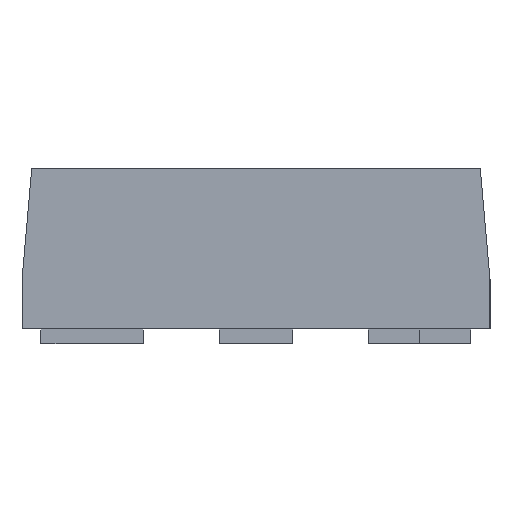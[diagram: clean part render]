
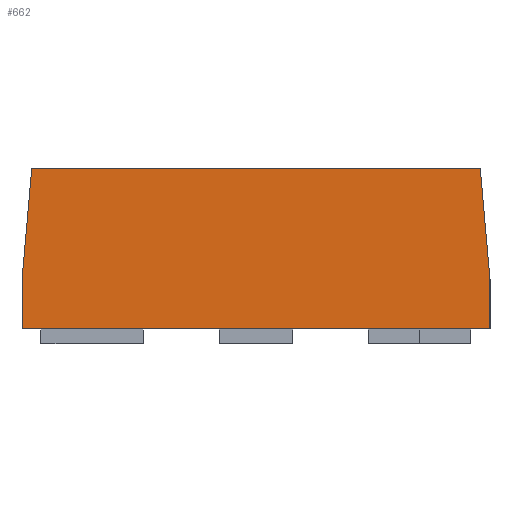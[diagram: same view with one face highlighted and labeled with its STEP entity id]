
A CAD part, left-side view. The second image highlights one B-rep face of the part: STEP entity #662.
In plain terms, the highlighted planar face has unit normal (-1, 0, 0).
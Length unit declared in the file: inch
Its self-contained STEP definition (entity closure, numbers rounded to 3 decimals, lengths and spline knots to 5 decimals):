
#291 = VERTEX_POINT ( 'NONE', #1607 ) ;
#293 = EDGE_CURVE ( 'NONE', #291, #294, #1606, .T. ) ;
#294 = VERTEX_POINT ( 'NONE', #1572 ) ;
#312 = VERTEX_POINT ( 'NONE', #1711 ) ;
#313 = VERTEX_POINT ( 'NONE', #1747 ) ;
#395 = ORIENTED_EDGE ( 'NONE', *, *, #396, .F. ) ;
#396 = EDGE_CURVE ( 'NONE', #313, #312, #2013, .T. ) ;
#655 = ORIENTED_EDGE ( 'NONE', *, *, #656, .T. ) ;
#656 = EDGE_CURVE ( 'NONE', #313, #294, #2800, .T. ) ;
#662 = ADVANCED_FACE ( 'NONE', ( #2980 ), #2977, .F. ) ;
#663 = VERTEX_POINT ( 'NONE', #2935 ) ;
#664 = ORIENTED_EDGE ( 'NONE', *, *, #665, .T. ) ;
#665 = EDGE_CURVE ( 'NONE', #663, #741, #2974, .T. ) ;
#737 = EDGE_LOOP ( 'NONE', ( #738, #739, #664, #742, #395, #655 ) ) ;
#738 = ORIENTED_EDGE ( 'NONE', *, *, #293, .F. ) ;
#739 = ORIENTED_EDGE ( 'NONE', *, *, #740, .T. ) ;
#740 = EDGE_CURVE ( 'NONE', #291, #663, #3158, .T. ) ;
#741 = VERTEX_POINT ( 'NONE', #3154 ) ;
#742 = ORIENTED_EDGE ( 'NONE', *, *, #743, .T. ) ;
#743 = EDGE_CURVE ( 'NONE', #741, #312, #3153, .T. ) ;
#1572 = CARTESIAN_POINT ( 'NONE',  ( 0., 0.00131, 0.02165 ) ) ;
#1573 = DIRECTION ( 'NONE',  ( 0., -1., 0. ) ) ;
#1574 = VECTOR ( 'NONE', #1573, 39.37008 ) ;
#1605 = CARTESIAN_POINT ( 'NONE',  ( 0., 0., 0.02165 ) ) ;
#1606 = LINE ( 'NONE', #1605, #1574 ) ;
#1607 = CARTESIAN_POINT ( 'NONE',  ( 0., 0.06168, 0.02165 ) ) ;
#1711 = CARTESIAN_POINT ( 'NONE',  ( 0., 0., 0. ) ) ;
#1747 = CARTESIAN_POINT ( 'NONE',  ( 0., 0., 0.00665 ) ) ;
#2010 = DIRECTION ( 'NONE',  ( 0., 0., -1. ) ) ;
#2011 = VECTOR ( 'NONE', #2010, 39.37008 ) ;
#2012 = CARTESIAN_POINT ( 'NONE',  ( 0., 0., 0.02165 ) ) ;
#2013 = LINE ( 'NONE', #2012, #2011 ) ;
#2797 = DIRECTION ( 'NONE',  ( 0., 0.087, 0.996 ) ) ;
#2798 = VECTOR ( 'NONE', #2797, 39.37008 ) ;
#2799 = CARTESIAN_POINT ( 'NONE',  ( 0., 0.00131, 0.02165 ) ) ;
#2800 = LINE ( 'NONE', #2799, #2798 ) ;
#2933 = DIRECTION ( 'NONE',  ( 0., 0., -1. ) ) ;
#2934 = DIRECTION ( 'NONE',  ( 1., 0., 0. ) ) ;
#2935 = CARTESIAN_POINT ( 'NONE',  ( 0., 0.06299, 0.00665 ) ) ;
#2971 = DIRECTION ( 'NONE',  ( 0., 0., -1. ) ) ;
#2972 = VECTOR ( 'NONE', #2971, 39.37008 ) ;
#2973 = CARTESIAN_POINT ( 'NONE',  ( 0., 0.06299, 0.02165 ) ) ;
#2974 = LINE ( 'NONE', #2973, #2972 ) ;
#2977 = PLANE ( 'NONE',  #2979 ) ;
#2978 = CARTESIAN_POINT ( 'NONE',  ( 0., 0., 0.02165 ) ) ;
#2979 = AXIS2_PLACEMENT_3D ( 'NONE', #2978, #2934, #2933 ) ;
#2980 = FACE_OUTER_BOUND ( 'NONE', #737, .T. ) ;
#3150 = DIRECTION ( 'NONE',  ( 0., -1., 0. ) ) ;
#3151 = VECTOR ( 'NONE', #3150, 39.37008 ) ;
#3152 = CARTESIAN_POINT ( 'NONE',  ( 0., 0., 0. ) ) ;
#3153 = LINE ( 'NONE', #3152, #3151 ) ;
#3154 = CARTESIAN_POINT ( 'NONE',  ( 0., 0.06299, 0. ) ) ;
#3155 = DIRECTION ( 'NONE',  ( 0., 0.087, -0.996 ) ) ;
#3156 = VECTOR ( 'NONE', #3155, 39.37008 ) ;
#3157 = CARTESIAN_POINT ( 'NONE',  ( 0., 0.06168, 0.02165 ) ) ;
#3158 = LINE ( 'NONE', #3157, #3156 ) ;
